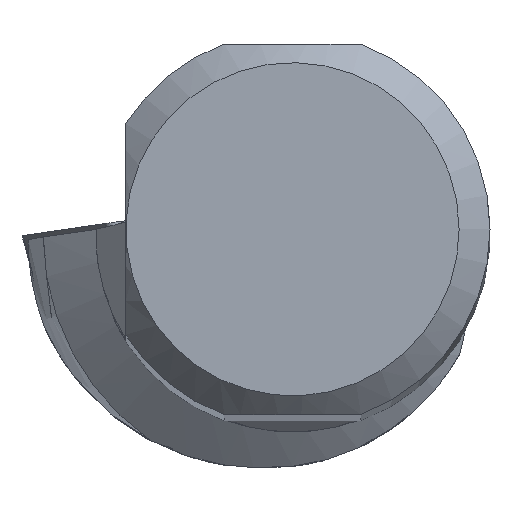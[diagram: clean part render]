
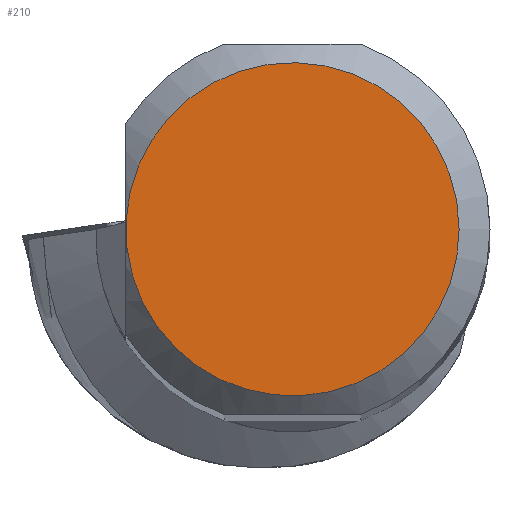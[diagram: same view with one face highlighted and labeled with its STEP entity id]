
A CAD part, top view. The second image highlights one B-rep face of the part: STEP entity #210.
In plain terms, the highlighted planar face has unit normal (0, 0, 1).
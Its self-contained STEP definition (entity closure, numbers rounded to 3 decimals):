
#171=FACE_OUTER_BOUND('',#388,.T.);
#210=ADVANCED_FACE('CU_SU_BP3',(#171),#238,.T.);
#238=PLANE('',#953);
#388=EDGE_LOOP('',(#536));
#536=ORIENTED_EDGE('',*,*,#776,.T.);
#685=VERTEX_POINT('',#1525);
#776=EDGE_CURVE('',#685,#685,#822,.T.);
#822=CIRCLE('',#952,13.489);
#952=AXIS2_PLACEMENT_3D('',#1524,#1138,#1139);
#953=AXIS2_PLACEMENT_3D('',#1526,#1140,#1141);
#1138=DIRECTION('',(0.,0.,1.));
#1139=DIRECTION('',(1.,0.,0.));
#1140=DIRECTION('',(0.,0.,1.));
#1141=DIRECTION('',(1.,0.,0.));
#1524=CARTESIAN_POINT('',(0.,0.,0.));
#1525=CARTESIAN_POINT('',(13.489,0.,0.));
#1526=CARTESIAN_POINT('',(0.,0.,
0.));
